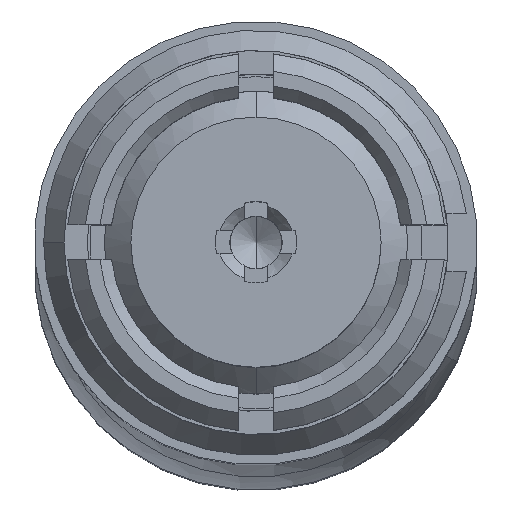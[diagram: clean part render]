
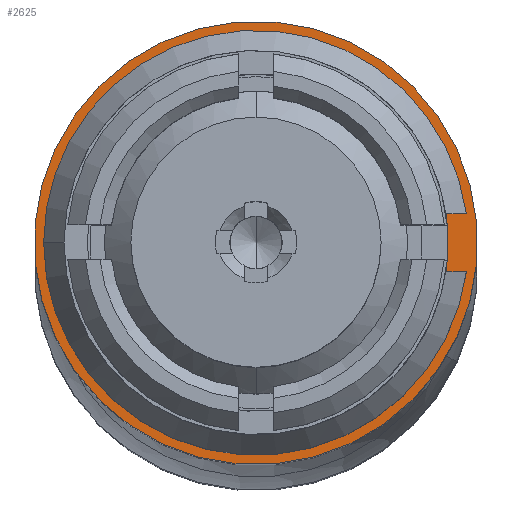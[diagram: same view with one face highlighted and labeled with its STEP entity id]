
A CAD part, top view. The second image highlights one B-rep face of the part: STEP entity #2625.
In plain terms, the highlighted face is planar.
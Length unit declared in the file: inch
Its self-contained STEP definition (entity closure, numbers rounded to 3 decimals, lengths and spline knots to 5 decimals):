
#14 = ORIENTED_EDGE ( 'NONE', *, *, #648, .T. ) ;
#288 = DIRECTION ( 'NONE',  ( 0., 0., 1. ) ) ;
#347 = EDGE_CURVE ( 'NONE', #761, #4231, #3333, .T. ) ;
#506 = DIRECTION ( 'NONE',  ( 0., 1., 0. ) ) ;
#517 = DIRECTION ( 'NONE',  ( 0., 1., 0. ) ) ;
#543 = CARTESIAN_POINT ( 'NONE',  ( 0., 0.1875, -0.065 ) ) ;
#648 = EDGE_CURVE ( 'NONE', #4231, #761, #4371, .T. ) ;
#665 = DIRECTION ( 'NONE',  ( 0., 0., 1. ) ) ;
#761 = VERTEX_POINT ( 'NONE', #4115 ) ;
#834 = FACE_OUTER_BOUND ( 'NONE', #2693, .T. ) ;
#856 = ORIENTED_EDGE ( 'NONE', *, *, #3299, .F. ) ;
#879 = DIRECTION ( 'NONE',  ( 0., 0., 1. ) ) ;
#934 = DIRECTION ( 'NONE',  ( 0., 1., 0. ) ) ;
#1062 = VERTEX_POINT ( 'NONE', #4736 ) ;
#1074 = CIRCLE ( 'NONE', #3316, 0.065 ) ;
#1451 = DIRECTION ( 'NONE',  ( 0., 1., 0. ) ) ;
#1573 = EDGE_CURVE ( 'NONE', #4745, #1062, #2885, .T. ) ;
#2029 = AXIS2_PLACEMENT_3D ( 'NONE', #4898, #4871, #288 ) ;
#2180 = AXIS2_PLACEMENT_3D ( 'NONE', #3493, #1451, #665 ) ;
#2427 = ORIENTED_EDGE ( 'NONE', *, *, #1573, .F. ) ;
#2457 = PLANE ( 'NONE',  #2180 ) ;
#2485 = FACE_BOUND ( 'NONE', #2848, .T. ) ;
#2577 = CARTESIAN_POINT ( 'NONE',  ( 0., 0.1875, 0. ) ) ;
#2625 = ADVANCED_FACE ( 'NONE', ( #834, #2485 ), #2457, .T. ) ;
#2676 = ORIENTED_EDGE ( 'NONE', *, *, #347, .T. ) ;
#2693 = EDGE_LOOP ( 'NONE', ( #14, #2676 ) ) ;
#2726 = AXIS2_PLACEMENT_3D ( 'NONE', #5010, #934, #2984 ) ;
#2848 = EDGE_LOOP ( 'NONE', ( #856, #2427 ) ) ;
#2885 = CIRCLE ( 'NONE', #3321, 0.065 ) ;
#2948 = DIRECTION ( 'NONE',  ( 0., 0., 1. ) ) ;
#2984 = DIRECTION ( 'NONE',  ( 0., 0., 1. ) ) ;
#3299 = EDGE_CURVE ( 'NONE', #1062, #4745, #1074, .T. ) ;
#3316 = AXIS2_PLACEMENT_3D ( 'NONE', #2577, #517, #2948 ) ;
#3321 = AXIS2_PLACEMENT_3D ( 'NONE', #3369, #506, #879 ) ;
#3333 = CIRCLE ( 'NONE', #2726, 0.075 ) ;
#3369 = CARTESIAN_POINT ( 'NONE',  ( 0., 0.1875, 0. ) ) ;
#3493 = CARTESIAN_POINT ( 'NONE',  ( 0.065, 0.1875, 0. ) ) ;
#4115 = CARTESIAN_POINT ( 'NONE',  ( 0., 0.1875, -0.075 ) ) ;
#4231 = VERTEX_POINT ( 'NONE', #4841 ) ;
#4371 = CIRCLE ( 'NONE', #2029, 0.075 ) ;
#4736 = CARTESIAN_POINT ( 'NONE',  ( 0., 0.1875, 0.065 ) ) ;
#4745 = VERTEX_POINT ( 'NONE', #543 ) ;
#4841 = CARTESIAN_POINT ( 'NONE',  ( 0., 0.1875, 0.075 ) ) ;
#4871 = DIRECTION ( 'NONE',  ( 0., 1., 0. ) ) ;
#4898 = CARTESIAN_POINT ( 'NONE',  ( 0., 0.1875, 0. ) ) ;
#5010 = CARTESIAN_POINT ( 'NONE',  ( 0., 0.1875, 0. ) ) ;
